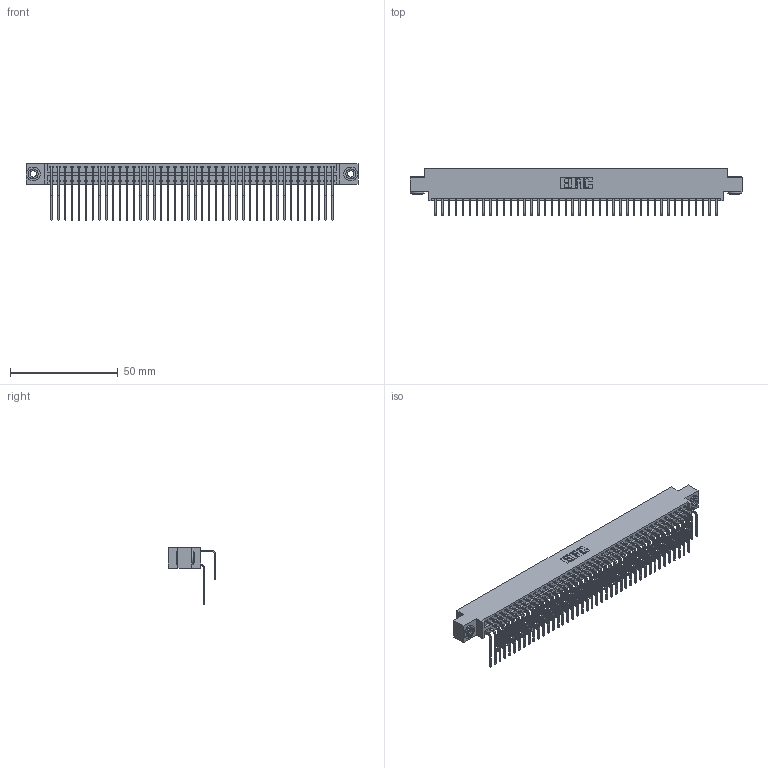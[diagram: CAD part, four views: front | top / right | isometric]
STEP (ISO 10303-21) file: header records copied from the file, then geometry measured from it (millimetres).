
FILE_DESCRIPTION (( 'STEP AP203' ), '1' );
FILE_NAME ('346-084-558-803.STEP', '2022-05-25T20:54:36', ( '' ), ( '' ), 'SwSTEP 2.0', 'SolidWorks 2020', '' );
FILE_SCHEMA (( 'CONFIG_CONTROL_DESIGN' ));
Length unit declared in the file: inch
Products named in the file (5): 345-292-001_558 Tail - 2; 346 Part_0.170 Offset - 0.156 Dia-TH; 345-250-002_345-250-002-102; 345-292-001_558 559 Tail - 1; 346-084-558-803
Assembly tree (87 placements, depth 2):
  346-084-558-803
    346 Part_0.170 Offset - 0.156 Dia-TH
    345-292-001_558 559 Tail - 1  x42
    345-292-001_558 Tail - 2  x42
    345-250-002_345-250-002-102  x2
Bounding box: 153.92 x 22.16 x 26.16 mm (x, y, z)
Volume: 15340.8 mm3; surface area: 23839.9 mm2
Topology: 87 solids, 87 shells, 4714 faces, 13977 edges, 9202 vertices
Faces by surface type: plane 3212, cylinder 1494, cone 8
Entity records: 30392 total; most frequent: CARTESIAN_POINT 5044, ORIENTED_EDGE 4918, DIRECTION 4497, EDGE_CURVE 2459, VECTOR 2095, LINE 2095, VERTEX_POINT 1634, AXIS2_PLACEMENT_3D 1201
